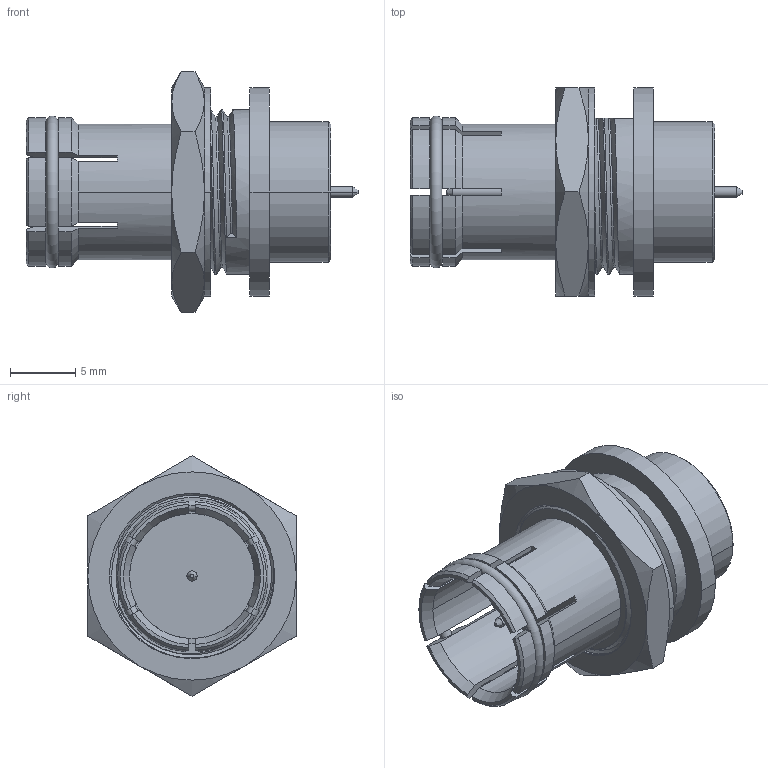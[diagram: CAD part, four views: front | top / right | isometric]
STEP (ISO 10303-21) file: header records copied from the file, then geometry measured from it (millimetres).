
FILE_DESCRIPTION((''),'2;1');
FILE_NAME('222206_SW0002','2020-09-15T18:45:27',('Madhan'),(''),'CREO PARAMETRIC BY PTC INC, 2019444','CREO PARAMETRIC BY PTC INC, 2019444','');
FILE_SCHEMA(('CONFIG_CONTROL_DESIGN'));
Length unit declared in the file: millimetre
Products named in the file (1): 222206_SW0002
Bounding box: 25.5 x 16 x 18.48 mm (x, y, z)
Volume: 1746.2 mm3; surface area: 2339.4 mm2
Topology: 1 solids, 1 shells, 272 faces, 794 edges, 522 vertices
Faces by surface type: plane 100, cylinder 95, cone 42, bspline 33, torus 2
Entity records: 15210 total; most frequent: CARTESIAN_POINT 8205, ORIENTED_EDGE 1588, DIRECTION 1308, EDGE_CURVE 794, VERTEX_POINT 522, AXIS2_PLACEMENT_3D 471, VECTOR 366, LINE 366
